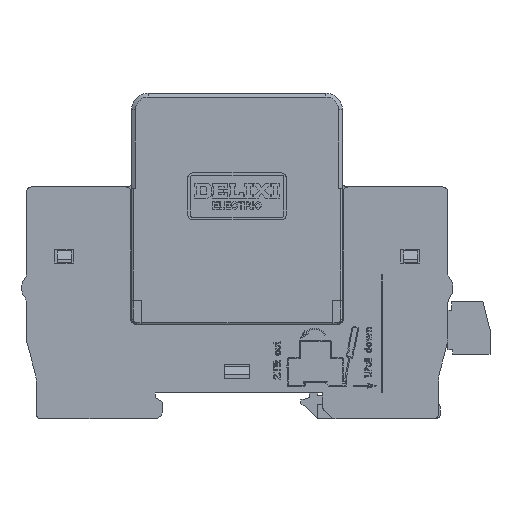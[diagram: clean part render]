
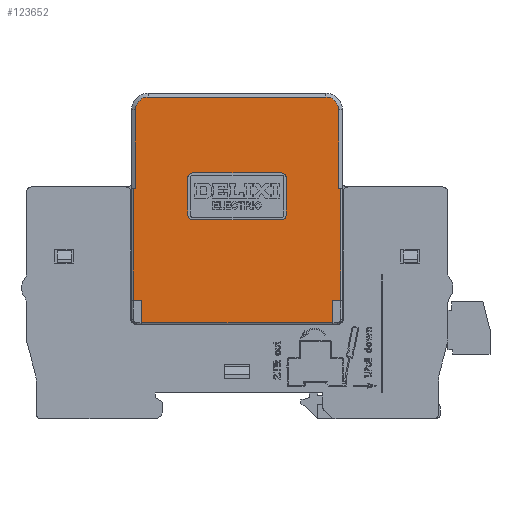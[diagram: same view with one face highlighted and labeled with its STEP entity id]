
A CAD part, front view. The second image highlights one B-rep face of the part: STEP entity #123652.
In plain terms, the highlighted planar face has unit normal (0, -1, 0).
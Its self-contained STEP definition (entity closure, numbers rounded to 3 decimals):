
#751=DIRECTION('',(1.,0.,0.));
#752=VECTOR('',#751,40.8);
#753=CARTESIAN_POINT('',(24.55,-71.,15.));
#754=LINE('',#753,#752);
#781=CARTESIAN_POINT('',(35.45,-71.,38.));
#782=DIRECTION('',(0.,-1.,0.));
#783=DIRECTION('',(-1.,0.,0.));
#784=AXIS2_PLACEMENT_3D('',#781,#782,#783);
#786=CARTESIAN_POINT('',(54.45,-71.,38.));
#787=DIRECTION('',(0.,-1.,0.));
#788=DIRECTION('',(0.,0.,-1.));
#789=AXIS2_PLACEMENT_3D('',#786,#787,#788);
#791=DIRECTION('',(0.,0.,1.));
#792=VECTOR('',#791,8.);
#793=CARTESIAN_POINT('',(55.45,-71.,38.));
#794=LINE('',#793,#792);
#795=CARTESIAN_POINT('',(54.45,-71.,46.));
#796=DIRECTION('',(0.,-1.,0.));
#797=DIRECTION('',(1.,0.,0.));
#798=AXIS2_PLACEMENT_3D('',#795,#796,#797);
#800=DIRECTION('',(-1.,0.,0.));
#801=VECTOR('',#800,19.);
#802=CARTESIAN_POINT('',(54.45,-71.,47.));
#803=LINE('',#802,#801);
#804=CARTESIAN_POINT('',(35.45,-71.,46.));
#805=DIRECTION('',(0.,-1.,0.));
#806=DIRECTION('',(0.,0.,1.));
#807=AXIS2_PLACEMENT_3D('',#804,#805,#806);
#822=DIRECTION('',(0.,0.,1.));
#823=VECTOR('',#822,4.8);
#824=CARTESIAN_POINT('',(24.55,-71.,15.));
#825=LINE('',#824,#823);
#826=DIRECTION('',(1.,0.,0.));
#827=VECTOR('',#826,1.8);
#828=CARTESIAN_POINT('',(22.75,-71.,19.8));
#829=LINE('',#828,#827);
#830=DIRECTION('',(0.,0.,1.));
#831=VECTOR('',#830,16.8);
#832=CARTESIAN_POINT('',(23.25,-71.,43.7));
#833=LINE('',#832,#831);
#834=CARTESIAN_POINT('',(25.95,-71.,60.5));
#835=DIRECTION('',(0.,1.,0.));
#836=DIRECTION('',(-1.,0.,0.));
#837=AXIS2_PLACEMENT_3D('',#834,#835,#836);
#839=DIRECTION('',(1.,0.,0.));
#840=VECTOR('',#839,38.);
#841=CARTESIAN_POINT('',(25.95,-71.,63.2));
#842=LINE('',#841,#840);
#843=CARTESIAN_POINT('',(63.95,-71.,60.5));
#844=DIRECTION('',(0.,1.,0.));
#845=DIRECTION('',(0.,0.,1.));
#846=AXIS2_PLACEMENT_3D('',#843,#844,#845);
#848=DIRECTION('',(0.,0.,-1.));
#849=VECTOR('',#848,16.8);
#850=CARTESIAN_POINT('',(66.65,-71.,60.5));
#851=LINE('',#850,#849);
#852=DIRECTION('',(1.,0.,0.));
#853=VECTOR('',#852,0.5);
#854=CARTESIAN_POINT('',(66.65,-71.,43.7));
#855=LINE('',#854,#853);
#856=DIRECTION('',(-1.,0.,0.));
#857=VECTOR('',#856,1.8);
#858=CARTESIAN_POINT('',(67.15,-71.,19.8));
#859=LINE('',#858,#857);
#860=DIRECTION('',(0.,0.,1.));
#861=VECTOR('',#860,4.8);
#862=CARTESIAN_POINT('',(65.35,-71.,15.));
#863=LINE('',#862,#861);
#877=DIRECTION('',(0.,0.,1.));
#878=VECTOR('',#877,8.);
#879=CARTESIAN_POINT('',(34.45,-71.,38.));
#880=LINE('',#879,#878);
#913=DIRECTION('',(-1.,0.,0.));
#914=VECTOR('',#913,19.);
#915=CARTESIAN_POINT('',(54.45,-71.,37.));
#916=LINE('',#915,#914);
#4725=DIRECTION('',(0.,0.,-1.));
#4726=VECTOR('',#4725,23.9);
#4727=CARTESIAN_POINT('',(22.75,-71.,43.7));
#4728=LINE('',#4727,#4726);
#4741=DIRECTION('',(-1.,0.,0.));
#4742=VECTOR('',#4741,0.5);
#4743=CARTESIAN_POINT('',(23.25,-71.,43.7));
#4744=LINE('',#4743,#4742);
#19994=DIRECTION('',(0.,0.,1.));
#19995=VECTOR('',#19994,23.9);
#19996=CARTESIAN_POINT('',(67.15,-71.,19.8));
#19997=LINE('',#19996,#19995);
#114404=CARTESIAN_POINT('',(22.75,-71.,43.7));
#114405=VERTEX_POINT('',#114404);
#114412=CARTESIAN_POINT('',(23.25,-71.,43.7));
#114413=VERTEX_POINT('',#114412);
#114414=CARTESIAN_POINT('',(23.25,-71.,60.5));
#114415=VERTEX_POINT('',#114414);
#114416=CARTESIAN_POINT('',(25.95,-71.,63.2));
#114417=VERTEX_POINT('',#114416);
#114418=CARTESIAN_POINT('',(63.95,-71.,63.2));
#114419=VERTEX_POINT('',#114418);
#114420=CARTESIAN_POINT('',(66.65,-71.,60.5));
#114421=VERTEX_POINT('',#114420);
#114422=CARTESIAN_POINT('',(66.65,-71.,43.7));
#114423=VERTEX_POINT('',#114422);
#114424=CARTESIAN_POINT('',(67.15,-71.,43.7));
#114425=VERTEX_POINT('',#114424);
#114426=CARTESIAN_POINT('',(34.45,-71.,38.));
#114427=CARTESIAN_POINT('',(34.45,-71.,46.));
#114428=VERTEX_POINT('',#114426);
#114429=VERTEX_POINT('',#114427);
#114430=CARTESIAN_POINT('',(35.45,-71.,37.));
#114431=VERTEX_POINT('',#114430);
#114432=CARTESIAN_POINT('',(54.45,-71.,37.));
#114433=VERTEX_POINT('',#114432);
#114434=CARTESIAN_POINT('',(55.45,-71.,38.));
#114435=VERTEX_POINT('',#114434);
#114436=CARTESIAN_POINT('',(55.45,-71.,46.));
#114437=VERTEX_POINT('',#114436);
#114438=CARTESIAN_POINT('',(54.45,-71.,47.));
#114439=VERTEX_POINT('',#114438);
#114440=CARTESIAN_POINT('',(35.45,-71.,47.));
#114441=VERTEX_POINT('',#114440);
#122737=CARTESIAN_POINT('',(22.75,-71.,19.8));
#122738=VERTEX_POINT('',#122737);
#122743=CARTESIAN_POINT('',(24.55,-71.,15.));
#122744=CARTESIAN_POINT('',(24.55,-71.,19.8));
#122745=VERTEX_POINT('',#122743);
#122746=VERTEX_POINT('',#122744);
#122753=CARTESIAN_POINT('',(67.15,-71.,19.8));
#122754=CARTESIAN_POINT('',(65.35,-71.,19.8));
#122755=VERTEX_POINT('',#122753);
#122756=VERTEX_POINT('',#122754);
#122757=CARTESIAN_POINT('',(65.35,-71.,15.));
#122758=VERTEX_POINT('',#122757);
#123600=CARTESIAN_POINT('',(22.45,-71.,14.7));
#123601=DIRECTION('',(0.,-1.,0.));
#123602=DIRECTION('',(0.,0.,-1.));
#123603=AXIS2_PLACEMENT_3D('',#123600,#123601,#123602);
#123604=PLANE('',#123603);
#123606=ORIENTED_EDGE('',*,*,#123605,.T.);
#123608=ORIENTED_EDGE('',*,*,#123607,.F.);
#123610=ORIENTED_EDGE('',*,*,#123609,.F.);
#123612=ORIENTED_EDGE('',*,*,#123611,.F.);
#123614=ORIENTED_EDGE('',*,*,#123613,.T.);
#123616=ORIENTED_EDGE('',*,*,#123615,.T.);
#123618=ORIENTED_EDGE('',*,*,#123617,.T.);
#123620=ORIENTED_EDGE('',*,*,#123619,.T.);
#123622=ORIENTED_EDGE('',*,*,#123621,.T.);
#123624=ORIENTED_EDGE('',*,*,#123623,.T.);
#123626=ORIENTED_EDGE('',*,*,#123625,.F.);
#123628=ORIENTED_EDGE('',*,*,#123627,.T.);
#123630=ORIENTED_EDGE('',*,*,#123629,.F.);
#123631=ORIENTED_EDGE('',*,*,#123545,.F.);
#123632=EDGE_LOOP('',(#123606,#123608,#123610,#123612,#123614,#123616,#123618,
#123620,#123622,#123624,#123626,#123628,#123630,#123631));
#123633=FACE_OUTER_BOUND('',#123632,.F.);
#123635=ORIENTED_EDGE('',*,*,#123634,.F.);
#123637=ORIENTED_EDGE('',*,*,#123636,.T.);
#123639=ORIENTED_EDGE('',*,*,#123638,.F.);
#123641=ORIENTED_EDGE('',*,*,#123640,.T.);
#123643=ORIENTED_EDGE('',*,*,#123642,.T.);
#123645=ORIENTED_EDGE('',*,*,#123644,.T.);
#123647=ORIENTED_EDGE('',*,*,#123646,.T.);
#123649=ORIENTED_EDGE('',*,*,#123648,.T.);
#123650=EDGE_LOOP('',(#123635,#123637,#123639,#123641,#123643,#123645,#123647,
#123649));
#123651=FACE_BOUND('',#123650,.F.);
#123652=ADVANCED_FACE('',(#123633,#123651),#123604,.T.);
#785=CIRCLE('',#784,1.);
#790=CIRCLE('',#789,1.);
#799=CIRCLE('',#798,1.);
#808=CIRCLE('',#807,1.);
#838=CIRCLE('',#837,2.7);
#847=CIRCLE('',#846,2.7);
#123545=EDGE_CURVE('',#122745,#122758,#754,.T.);
#123605=EDGE_CURVE('',#122745,#122746,#825,.T.);
#123607=EDGE_CURVE('',#122738,#122746,#829,.T.);
#123609=EDGE_CURVE('',#114405,#122738,#4728,.T.);
#123611=EDGE_CURVE('',#114413,#114405,#4744,.T.);
#123613=EDGE_CURVE('',#114413,#114415,#833,.T.);
#123615=EDGE_CURVE('',#114415,#114417,#838,.T.);
#123617=EDGE_CURVE('',#114417,#114419,#842,.T.);
#123619=EDGE_CURVE('',#114419,#114421,#847,.T.);
#123621=EDGE_CURVE('',#114421,#114423,#851,.T.);
#123623=EDGE_CURVE('',#114423,#114425,#855,.T.);
#123625=EDGE_CURVE('',#122755,#114425,#19997,.T.);
#123627=EDGE_CURVE('',#122755,#122756,#859,.T.);
#123629=EDGE_CURVE('',#122758,#122756,#863,.T.);
#123634=EDGE_CURVE('',#114428,#114429,#880,.T.);
#123636=EDGE_CURVE('',#114428,#114431,#785,.T.);
#123638=EDGE_CURVE('',#114433,#114431,#916,.T.);
#123640=EDGE_CURVE('',#114433,#114435,#790,.T.);
#123642=EDGE_CURVE('',#114435,#114437,#794,.T.);
#123644=EDGE_CURVE('',#114437,#114439,#799,.T.);
#123646=EDGE_CURVE('',#114439,#114441,#803,.T.);
#123648=EDGE_CURVE('',#114441,#114429,#808,.T.);
